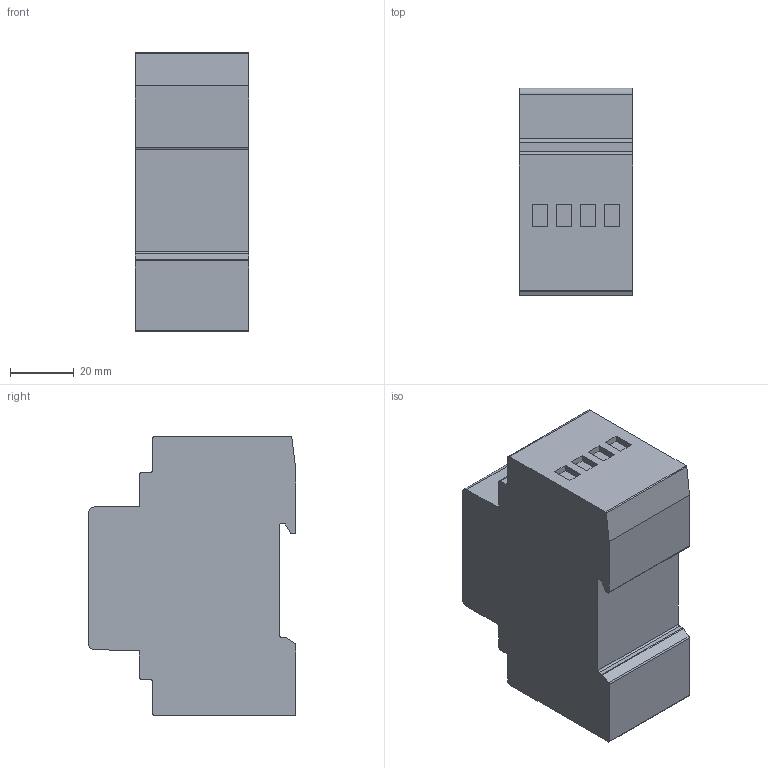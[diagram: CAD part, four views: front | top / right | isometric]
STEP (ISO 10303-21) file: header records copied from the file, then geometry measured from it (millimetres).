
FILE_DESCRIPTION(('CATIA V5 STEP Exchange','CAx-IF Rec.Pracs.--- Model Styling and Organization---1.4--- 2014-01-23'),'2;1');
FILE_NAME('GWD6785 INTERRUTTORE ASTRONOMICO 1CANALE 2M.stp','2020-06-22T15:22:23+00:00',('none'),('none'),'CATIA Version 5-6 Release 2016 SP6','CATIA V5 STEP AP214','none');
FILE_SCHEMA(('AUTOMOTIVE_DESIGN { 1 0 10303 214 1 1 1 1 }'));
Length unit declared in the file: millimetre
Products named in the file (1): Part8
Bounding box: 35.6 x 65 x 87.5 mm (x, y, z)
Volume: 166140.2 mm3; surface area: 21546.1 mm2
Topology: 1 solids, 1 shells, 136 faces, 342 edges, 228 vertices
Faces by surface type: plane 79, cylinder 57
Entity records: 3752 total; most frequent: ORIENTED_EDGE 684, CARTESIAN_POINT 656, DIRECTION 512, EDGE_CURVE 342, VECTOR 228, LINE 228, VERTEX_POINT 228, AXIS2_PLACEMENT_3D 200
